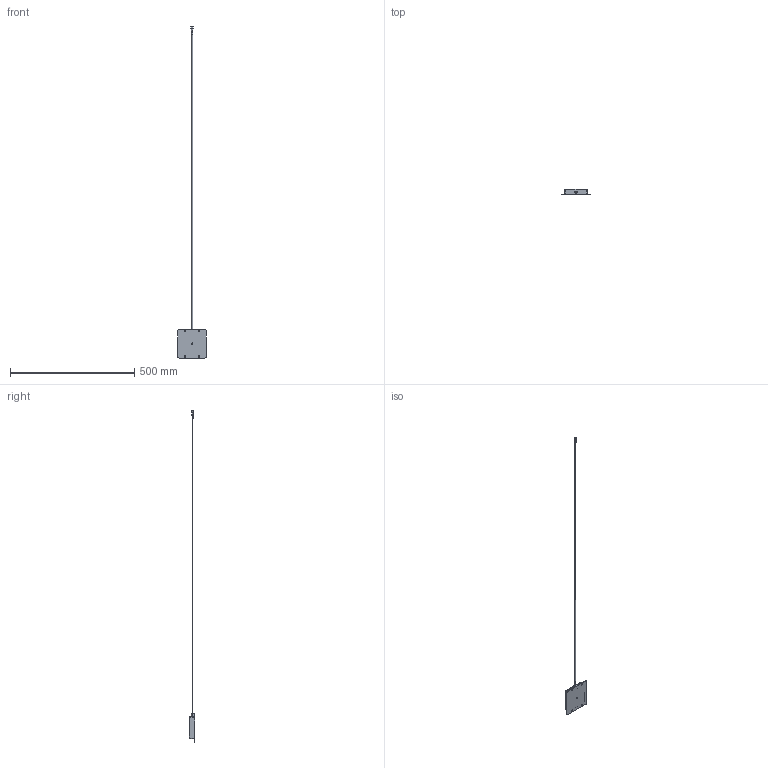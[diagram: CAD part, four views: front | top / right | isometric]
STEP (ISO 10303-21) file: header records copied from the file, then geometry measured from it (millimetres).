
FILE_DESCRIPTION (( 'STEP AP214' ), '1' );
FILE_NAME ('HG2409PCL-SM_3D.step', '2025-01-23T15:58:20', ( '' ), ( '' ), 'SwSTEP 2.0', 'SolidWorks 2022', '' );
FILE_SCHEMA (( 'AUTOMOTIVE_DESIGN' ));
Length unit declared in the file: inch
Products named in the file (8): 1AB01-024-MA2_默认; CA-195RW^HG2409PCL-SM; Heatshrink^HG2409PCL-SM; 1AB01-024; 1AB01-024_默认; 4.5 Square Radome^HG2409PCL-SM; 1AB01-024-MA1_默认; HG2409PCL-SM_3D
Assembly tree (7 placements, depth 3):
  HG2409PCL-SM_3D
    4.5 Square Radome^HG2409PCL-SM
    CA-195RW^HG2409PCL-SM
    1AB01-024
      1AB01-024_默认
      1AB01-024-MA1_默认
      1AB01-024-MA2_默认
    Heatshrink^HG2409PCL-SM
Bounding box: 114.3 x 23.11 x 1333.5 mm (x, y, z)
Volume: 222153.5 mm3; surface area: 56372.6 mm2
Topology: 6 solids, 6 shells, 1141 faces, 2419 edges, 1297 vertices
Faces by surface type: bspline 660, cylinder 246, cone 112, plane 79, torus 40, sphere 4
Entity records: 40027 total; most frequent: CARTESIAN_POINT 21796, ORIENTED_EDGE 4826, EDGE_CURVE 2413, DIRECTION 2089, VERTEX_POINT 1297, EDGE_LOOP 1170, ADVANCED_FACE 1141, FACE_OUTER_BOUND 1141
